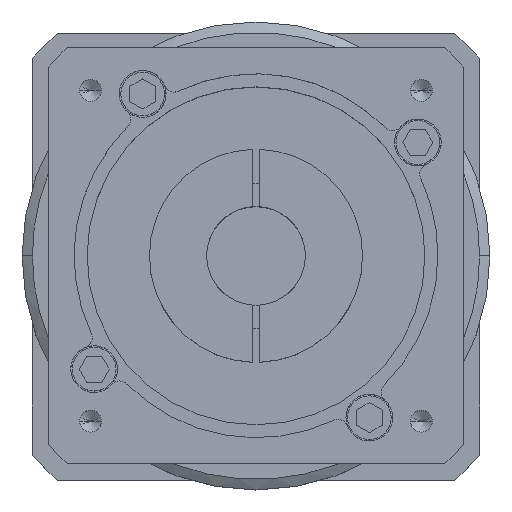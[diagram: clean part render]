
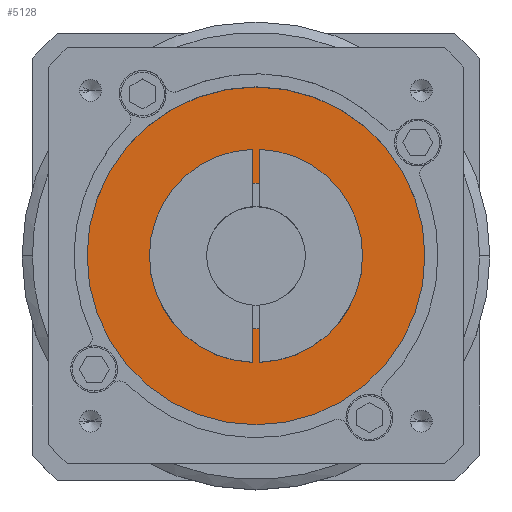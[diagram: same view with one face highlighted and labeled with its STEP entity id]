
A CAD part, top view. The second image highlights one B-rep face of the part: STEP entity #5128.
In plain terms, the highlighted planar face has unit normal (0, 0, 1).
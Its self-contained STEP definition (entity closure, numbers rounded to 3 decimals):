
#42 = CIRCLE ( 'NONE', #1668, 32.5 ) ;
#65 = CARTESIAN_POINT ( 'NONE',  ( 32.5, 0., 83.5 ) ) ;
#166 = DIRECTION ( 'NONE',  ( 1., 0., 0. ) ) ;
#198 = ORIENTED_EDGE ( 'NONE', *, *, #329, .T. ) ;
#206 = DIRECTION ( 'NONE',  ( 0., 0., 1. ) ) ;
#329 = EDGE_CURVE ( 'NONE', #1775, #4338, #2554, .T. ) ;
#333 = CARTESIAN_POINT ( 'NONE',  ( 14., 0., 83.5 ) ) ;
#358 = CARTESIAN_POINT ( 'NONE',  ( -32.5, 0., 83.5 ) ) ;
#420 = AXIS2_PLACEMENT_3D ( 'NONE', #6505, #3362, #166 ) ;
#538 = AXIS2_PLACEMENT_3D ( 'NONE', #5607, #1369, #5049 ) ;
#846 = CARTESIAN_POINT ( 'NONE',  ( 0., 0., 83.5 ) ) ;
#1369 = DIRECTION ( 'NONE',  ( 0., 0., 1. ) ) ;
#1381 = DIRECTION ( 'NONE',  ( 1., 0., 0. ) ) ;
#1554 = ORIENTED_EDGE ( 'NONE', *, *, #6828, .F. ) ;
#1668 = AXIS2_PLACEMENT_3D ( 'NONE', #5657, #2500, #6186 ) ;
#1669 = AXIS2_PLACEMENT_3D ( 'NONE', #846, #4535, #1381 ) ;
#1767 = PLANE ( 'NONE',  #3467 ) ;
#1775 = VERTEX_POINT ( 'NONE', #65 ) ;
#2051 = FACE_BOUND ( 'NONE', #5649, .T. ) ;
#2321 = CARTESIAN_POINT ( 'NONE',  ( 0., 0., 83.5 ) ) ;
#2500 = DIRECTION ( 'NONE',  ( 0., 0., 1. ) ) ;
#2554 = CIRCLE ( 'NONE', #538, 32.5 ) ;
#2700 = CIRCLE ( 'NONE', #420, 14. ) ;
#2788 = CARTESIAN_POINT ( 'NONE',  ( -14., 0., 83.5 ) ) ;
#3362 = DIRECTION ( 'NONE',  ( 0., 0., 1. ) ) ;
#3467 = AXIS2_PLACEMENT_3D ( 'NONE', #2321, #206, #3914 ) ;
#3540 = EDGE_LOOP ( 'NONE', ( #198, #5326 ) ) ;
#3914 = DIRECTION ( 'NONE',  ( 1., 0., 0. ) ) ;
#4338 = VERTEX_POINT ( 'NONE', #358 ) ;
#4446 = EDGE_CURVE ( 'NONE', #5667, #4610, #2700, .T. ) ;
#4535 = DIRECTION ( 'NONE',  ( 0., 0., 1. ) ) ;
#4610 = VERTEX_POINT ( 'NONE', #333 ) ;
#4644 = CIRCLE ( 'NONE', #1669, 14. ) ;
#4843 = FACE_OUTER_BOUND ( 'NONE', #3540, .T. ) ;
#5049 = DIRECTION ( 'NONE',  ( 1., 0., 0. ) ) ;
#5128 = ADVANCED_FACE ( 'NONE', ( #4843, #2051 ), #1767, .T. ) ;
#5326 = ORIENTED_EDGE ( 'NONE', *, *, #5894, .T. ) ;
#5607 = CARTESIAN_POINT ( 'NONE',  ( 0., 0., 83.5 ) ) ;
#5649 = EDGE_LOOP ( 'NONE', ( #6092, #1554 ) ) ;
#5657 = CARTESIAN_POINT ( 'NONE',  ( 0., 0., 83.5 ) ) ;
#5667 = VERTEX_POINT ( 'NONE', #2788 ) ;
#5894 = EDGE_CURVE ( 'NONE', #4338, #1775, #42, .T. ) ;
#6092 = ORIENTED_EDGE ( 'NONE', *, *, #4446, .F. ) ;
#6186 = DIRECTION ( 'NONE',  ( 1., 0., 0. ) ) ;
#6505 = CARTESIAN_POINT ( 'NONE',  ( 0., 0., 83.5 ) ) ;
#6828 = EDGE_CURVE ( 'NONE', #4610, #5667, #4644, .T. ) ;
